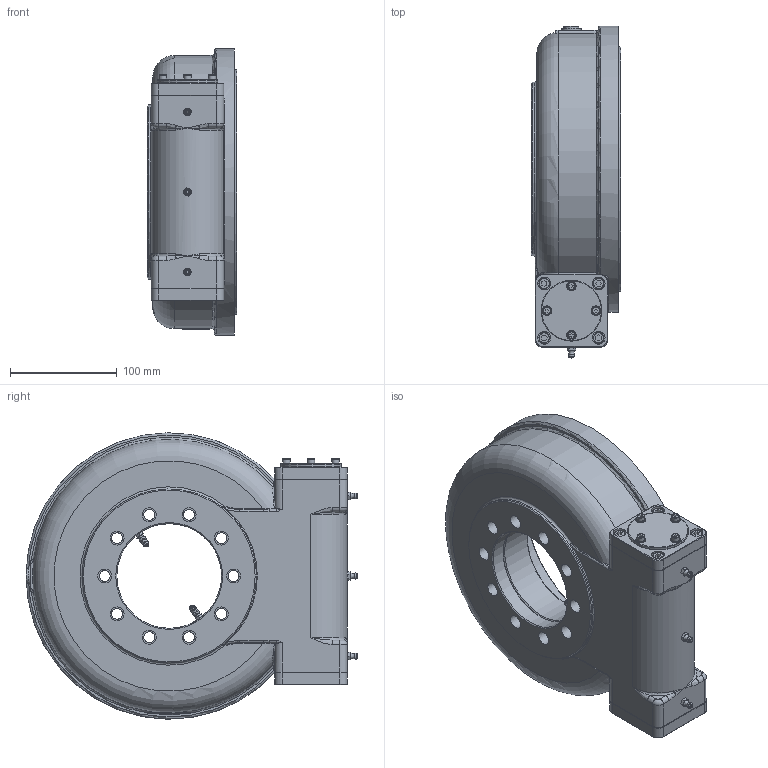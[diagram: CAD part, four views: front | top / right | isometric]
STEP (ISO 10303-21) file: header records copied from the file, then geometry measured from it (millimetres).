
FILE_DESCRIPTION (( 'STEP AP214' ), '1' );
FILE_NAME ('TE236-Z0-RM - Assembly - SH.STEP', '2017-06-29T13:37:24', ( '' ), ( '' ), 'SwSTEP 2.0', 'SolidWorks 2015', '' );
FILE_SCHEMA (( 'AUTOMOTIVE_DESIGN' ));
Length unit declared in the file: millimetre
Products named in the file (1): TE236-Z0-RM - Assembly - SH
Bounding box: 83.5 x 310.7 x 268 mm (x, y, z)
Surface area: 339354.4 mm2 (no closed solid volume)
Topology: 0 solids, 64 shells, 577 faces, 1973 edges, 1457 vertices
Faces by surface type: plane 274, cylinder 129, cone 60, torus 56, bspline 52, sphere 6
Full cylindrical faces by diameter (mm): 1.7 x1, 2.5 x6, 3.3 x8, 7 x4, 9 x4, 10 x2, 10.2 x10, 12 x8, 13 x14, 14 x9, 16 x3, 18 x1, 25 x1, 28 x1, 55 x1, 57 x1, 98 x2, 163 x3, 175 x1, 230 x1, 260 x1, 268 x1
Entity records: 31148 total; most frequent: CARTESIAN_POINT 9081, DIRECTION 2979, ORIENTED_EDGE 2743, EDGE_CURVE 1781, VERTEX_POINT 1425, AXIS2_PLACEMENT_3D 1036, EDGE_LOOP 937, VECTOR 907
